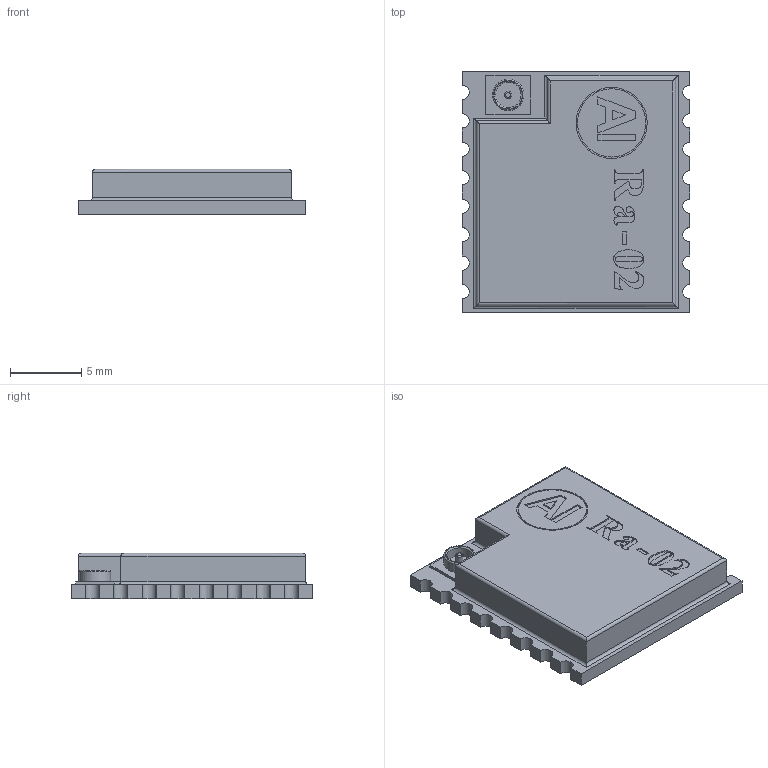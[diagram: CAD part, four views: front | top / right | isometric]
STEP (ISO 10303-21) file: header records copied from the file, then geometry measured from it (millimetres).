
FILE_DESCRIPTION(/* description */ (''),/* implementation_level */ '2;1');
FILE_NAME(/* name */ 'LoRa-RA-02.step',/* time_stamp */ '2021-05-29T12:41:56-05:00',/* author */ (''),/* organization */ (''),/* preprocessor_version */ 'ST-DEVELOPER v18.1',/* originating_system */ 'Autodesk Translation Framework v10.6.0.1341',/* authorisation */ '');
FILE_SCHEMA (('AUTOMOTIVE_DESIGN { 1 0 10303 214 3 1 1 }','TECHNICAL_DATA_PACKAGING'));
Length unit declared in the file: millimetre
Products named in the file (1): LoRa-RA-02
Bounding box: 16 x 17 x 3.2 mm (x, y, z)
Volume: 727.2 mm3; surface area: 750.6 mm2
Topology: 1 solids, 1 shells, 189 faces, 496 edges, 327 vertices
Faces by surface type: plane 95, bspline 58, cylinder 33, torus 3
Full cylindrical faces by diameter (mm): 0.5 x1, 1.8 x1, 2.2 x1, 4.8 x1, 5 x1
Entity records: 8439 total; most frequent: CARTESIAN_POINT 3975, ORIENTED_EDGE 992, DIRECTION 704, EDGE_CURVE 496, VERTEX_POINT 327, LINE 316, VECTOR 316, EDGE_LOOP 207
